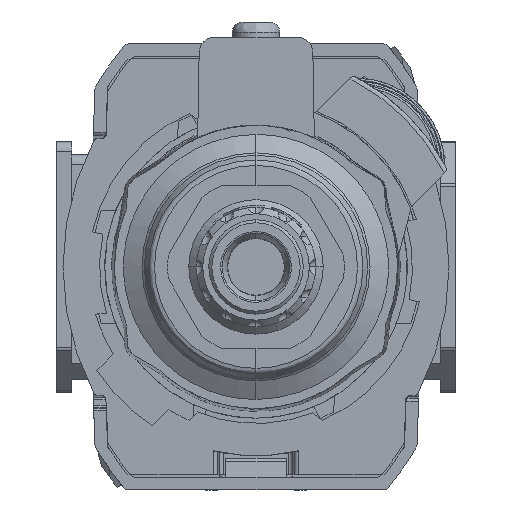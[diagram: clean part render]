
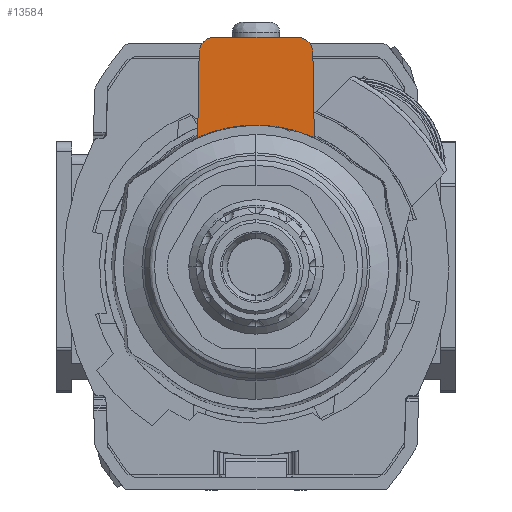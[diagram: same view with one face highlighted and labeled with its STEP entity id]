
A CAD part, front view. The second image highlights one B-rep face of the part: STEP entity #13584.
In plain terms, the highlighted planar face has unit normal (0, -1, 0).
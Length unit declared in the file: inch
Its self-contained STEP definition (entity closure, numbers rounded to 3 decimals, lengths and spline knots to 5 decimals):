
#558 = CARTESIAN_POINT ( 'NONE',  ( -0.24731, -3.1311, 0.60265 ) ) ;
#757 = CARTESIAN_POINT ( 'NONE',  ( -0.2677, -3.1311, 0.59376 ) ) ;
#2175 = CARTESIAN_POINT ( 'NONE',  ( 0.26766, -3.1311, 0.59378 ) ) ;
#2726 = LINE ( 'NONE', #3377, #41275 ) ;
#3377 = CARTESIAN_POINT ( 'NONE',  ( -0.19005, -3.1311, 1.05315 ) ) ;
#4356 = VERTEX_POINT ( 'NONE', #11095 ) ;
#4361 = EDGE_CURVE ( 'NONE', #25927, #42348, #39919, .T. ) ;
#4523 = LINE ( 'NONE', #11464, #28653 ) ;
#4584 = CARTESIAN_POINT ( 'NONE',  ( 0.22533, -3.1311, 1.0444 ) ) ;
#5535 = VERTEX_POINT ( 'NONE', #2175 ) ;
#5794 = EDGE_CURVE ( 'NONE', #8949, #40222, #39650, .T. ) ;
#6429 = CARTESIAN_POINT ( 'NONE',  ( -0.27343, -3.1311, 0.26575 ) ) ;
#6645 = DIRECTION ( 'NONE',  ( 0.017, 0., 1. ) ) ;
#7034 = AXIS2_PLACEMENT_3D ( 'NONE', #34183, #27473, #14847 ) ;
#7202 = CARTESIAN_POINT ( 'NONE',  ( 0.20835, -3.1311, 1.05135 ) ) ;
#7281 = FACE_OUTER_BOUND ( 'NONE', #33188, .T. ) ;
#7513 = PLANE ( 'NONE',  #7034 ) ;
#8949 = VERTEX_POINT ( 'NONE', #37801 ) ;
#9904 = CARTESIAN_POINT ( 'NONE',  ( 0.24729, -3.1311, 0.60266 ) ) ;
#10981 = CARTESIAN_POINT ( 'NONE',  ( -0.25756, -3.1311, 0.59834 ) ) ;
#11095 = CARTESIAN_POINT ( 'NONE',  ( -0.19005, -3.1311, 1.05315 ) ) ;
#11464 = CARTESIAN_POINT ( 'NONE',  ( 0.26086, -3.1311, 0.98352 ) ) ;
#13166 = CARTESIAN_POINT ( 'NONE',  ( -0.19005, -3.1311, 1.05315 ) ) ;
#13384 = EDGE_CURVE ( 'NONE', #40222, #4356, #25642, .T. ) ;
#13579 = CARTESIAN_POINT ( 'NONE',  ( -0.24626, -3.1311, 1.0264 ) ) ;
#13584 = ADVANCED_FACE ( 'NONE', ( #7281 ), #7513, .F. ) ;
#13806 = CARTESIAN_POINT ( 'NONE',  ( -0.2609, -3.1311, 0.98352 ) ) ;
#14847 = DIRECTION ( 'NONE',  ( 0., 0., 1. ) ) ;
#16196 = CARTESIAN_POINT ( 'NONE',  ( -0.25154, -3.1311, 1.01869 ) ) ;
#16553 = EDGE_CURVE ( 'NONE', #5535, #8949, #23812, .T. ) ;
#16646 = CARTESIAN_POINT ( 'NONE',  ( 0.08084, -3.1311, 0.65133 ) ) ;
#17064 = CARTESIAN_POINT ( 'NONE',  ( -0.16165, -3.1311, 0.63611 ) ) ;
#17159 = ORIENTED_EDGE ( 'NONE', *, *, #5794, .F. ) ;
#17395 = CARTESIAN_POINT ( 'NONE',  ( 0.19001, -3.1311, 1.05315 ) ) ;
#17760 = DIRECTION ( 'NONE',  ( 0.017, 0., -1. ) ) ;
#18268 = CARTESIAN_POINT ( 'NONE',  ( 0.19001, -3.1311, 1.05315 ) ) ;
#19162 = EDGE_CURVE ( 'NONE', #4356, #25927, #2726, .T. ) ;
#19936 = ORIENTED_EDGE ( 'NONE', *, *, #19162, .F. ) ;
#20445 = CARTESIAN_POINT ( 'NONE',  ( 0.2607, -3.1311, 0.99269 ) ) ;
#22721 = DIRECTION ( 'NONE',  ( 1., 0., 0. ) ) ;
#22739 = CARTESIAN_POINT ( 'NONE',  ( -0.20839, -3.1311, 1.05135 ) ) ;
#23050 = ORIENTED_EDGE ( 'NONE', *, *, #4361, .F. ) ;
#23577 = CARTESIAN_POINT ( 'NONE',  ( -0.22537, -3.1311, 1.0444 ) ) ;
#23812 = B_SPLINE_CURVE_WITH_KNOTS ( 'NONE', 3,
 ( #26432, #39667, #9904, #33153, #16646, #29897, #17064, #558, #10981, #757 ),
 .UNSPECIFIED., .F., .F.,
 ( 4, 2, 2, 2, 4 ),
 ( 0., 0.06041, 0.49996, 0.93951, 1. ),
 .UNSPECIFIED. ) ;
#24155 = CARTESIAN_POINT ( 'NONE',  ( 0.23313, -3.1311, 1.03926 ) ) ;
#24487 = CARTESIAN_POINT ( 'NONE',  ( -0.2609, -3.1311, 0.98352 ) ) ;
#25642 = B_SPLINE_CURVE_WITH_KNOTS ( 'NONE', 3,
 ( #13806, #36624, #40084, #16196, #13579, #30090, #23577, #22739, #33144, #13166 ),
 .UNSPECIFIED., .F., .F.,
 ( 4, 2, 2, 2, 4 ),
 ( 0., 0.25, 0.5, 0.75, 1. ),
 .UNSPECIFIED. ) ;
#25927 = VERTEX_POINT ( 'NONE', #18268 ) ;
#26432 = CARTESIAN_POINT ( 'NONE',  ( 0.26766, -3.1311, 0.59378 ) ) ;
#27176 = CARTESIAN_POINT ( 'NONE',  ( 0.19918, -3.1311, 1.05315 ) ) ;
#27473 = DIRECTION ( 'NONE',  ( 0., 1., 0. ) ) ;
#27812 = CARTESIAN_POINT ( 'NONE',  ( 0.25874, -3.1311, 1.00183 ) ) ;
#28653 = VECTOR ( 'NONE', #17760, 39.37008 ) ;
#29248 = EDGE_CURVE ( 'NONE', #42348, #5535, #4523, .T. ) ;
#29258 = VECTOR ( 'NONE', #6645, 39.37008 ) ;
#29768 = ORIENTED_EDGE ( 'NONE', *, *, #16553, .F. ) ;
#29897 = CARTESIAN_POINT ( 'NONE',  ( -0.08084, -3.1311, 0.65133 ) ) ;
#30090 = CARTESIAN_POINT ( 'NONE',  ( -0.23317, -3.1311, 1.03926 ) ) ;
#30863 = CARTESIAN_POINT ( 'NONE',  ( 0.2515, -3.1311, 1.01869 ) ) ;
#33144 = CARTESIAN_POINT ( 'NONE',  ( -0.19922, -3.1311, 1.05315 ) ) ;
#33153 = CARTESIAN_POINT ( 'NONE',  ( 0.16165, -3.1311, 0.63611 ) ) ;
#33188 = EDGE_LOOP ( 'NONE', ( #37142, #23050, #19936, #42048, #17159, #29768 ) ) ;
#34183 = CARTESIAN_POINT ( 'NONE',  ( -0.19005, -3.1311, 0.98228 ) ) ;
#35322 = CARTESIAN_POINT ( 'NONE',  ( 0.26086, -3.1311, 0.98352 ) ) ;
#36624 = CARTESIAN_POINT ( 'NONE',  ( -0.26074, -3.1311, 0.99269 ) ) ;
#37142 = ORIENTED_EDGE ( 'NONE', *, *, #29248, .F. ) ;
#37400 = CARTESIAN_POINT ( 'NONE',  ( 0.24622, -3.1311, 1.0264 ) ) ;
#37801 = CARTESIAN_POINT ( 'NONE',  ( -0.2677, -3.1311, 0.59376 ) ) ;
#39650 = LINE ( 'NONE', #6429, #29258 ) ;
#39667 = CARTESIAN_POINT ( 'NONE',  ( 0.25754, -3.1311, 0.59835 ) ) ;
#39919 = B_SPLINE_CURVE_WITH_KNOTS ( 'NONE', 3,
 ( #17395, #27176, #7202, #4584, #24155, #37400, #30863, #27812, #20445, #40421 ),
 .UNSPECIFIED., .F., .F.,
 ( 4, 2, 2, 2, 4 ),
 ( 0., 0.25, 0.5, 0.75, 1. ),
 .UNSPECIFIED. ) ;
#40084 = CARTESIAN_POINT ( 'NONE',  ( -0.25878, -3.1311, 1.00183 ) ) ;
#40222 = VERTEX_POINT ( 'NONE', #24487 ) ;
#40421 = CARTESIAN_POINT ( 'NONE',  ( 0.26086, -3.1311, 0.98352 ) ) ;
#41275 = VECTOR ( 'NONE', #22721, 39.37008 ) ;
#42048 = ORIENTED_EDGE ( 'NONE', *, *, #13384, .F. ) ;
#42348 = VERTEX_POINT ( 'NONE', #35322 ) ;
